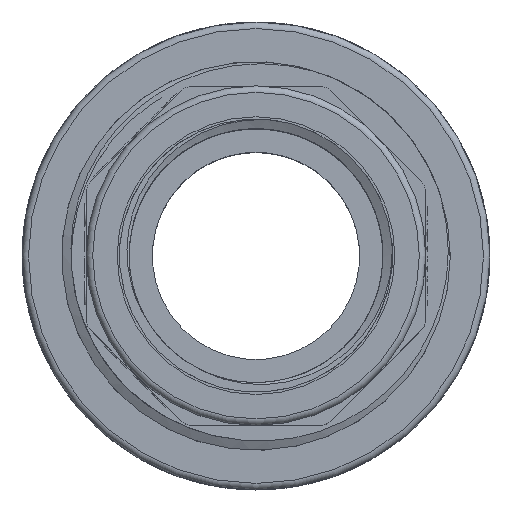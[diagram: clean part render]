
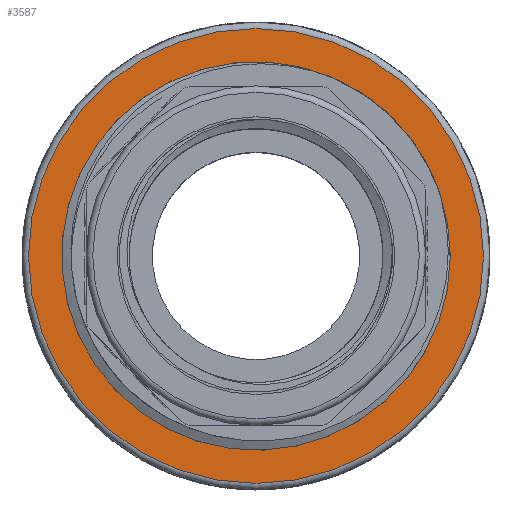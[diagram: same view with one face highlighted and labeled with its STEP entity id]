
A CAD part, top view. The second image highlights one B-rep face of the part: STEP entity #3587.
In plain terms, the highlighted planar face has unit normal (0, 0, 1).
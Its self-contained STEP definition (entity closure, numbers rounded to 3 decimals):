
#3587=ADVANCED_FACE('',(#5729,#5730),#4098,.T.);
#4098=PLANE('',#15757);
#5729=FACE_BOUND('',#6472,.T.);
#5730=FACE_BOUND('',#6473,.T.);
#6472=EDGE_LOOP('',(#10070));
#6473=EDGE_LOOP('',(#10071));
#10070=ORIENTED_EDGE('',*,*,#14267,.T.);
#10071=ORIENTED_EDGE('',*,*,#14266,.T.);
#12276=VERTEX_POINT('',#36691);
#12277=VERTEX_POINT('',#37288);
#14266=EDGE_CURVE('',#12276,#12276,#14992,.T.);
#14267=EDGE_CURVE('',#12277,#12277,#14993,.T.);
#14992=CIRCLE('',#15753,29.807);
#14993=CIRCLE('',#15755,34.9);
#15753=AXIS2_PLACEMENT_3D('',#36690,#18026,#18027);
#15755=AXIS2_PLACEMENT_3D('',#37287,#18030,#18031);
#15757=AXIS2_PLACEMENT_3D('',#37290,#18034,#18035);
#18026=DIRECTION('',(0.,0.,-1.));
#18027=DIRECTION('',(1.,0.,0.));
#18030=DIRECTION('',(0.,0.,1.));
#18031=DIRECTION('',(1.,0.,0.));
#18034=DIRECTION('',(0.,0.,1.));
#18035=DIRECTION('',(1.,0.,0.));
#36690=CARTESIAN_POINT('',(246.,101.,24.85));
#36691=CARTESIAN_POINT('',(275.807,101.,24.85));
#37287=CARTESIAN_POINT('',(246.,101.,24.85));
#37288=CARTESIAN_POINT('',(280.9,101.,24.85));
#37290=CARTESIAN_POINT('',(246.,101.,24.85));
